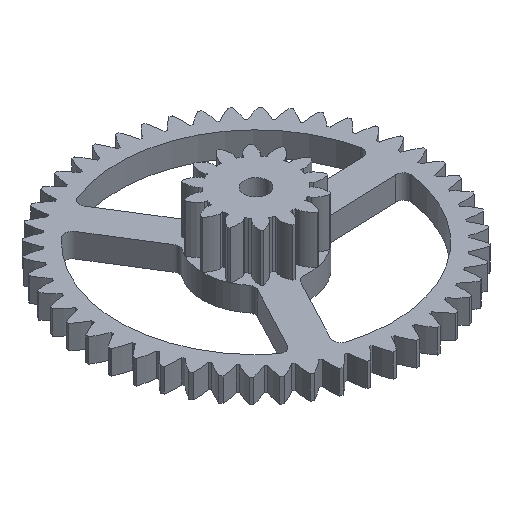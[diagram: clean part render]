
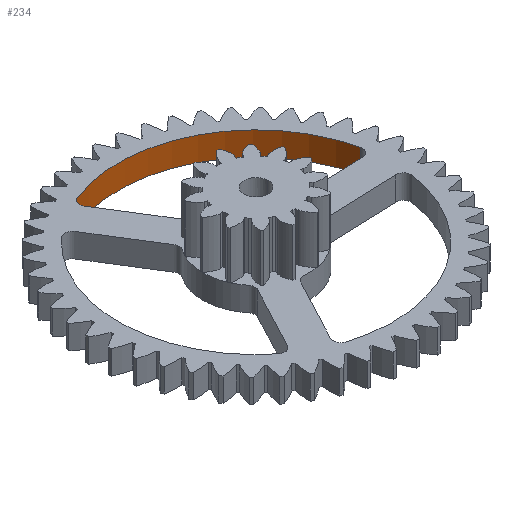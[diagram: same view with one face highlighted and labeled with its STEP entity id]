
A CAD part, isometric view. The second image highlights one B-rep face of the part: STEP entity #234.
In plain terms, the highlighted free-form (B-spline) face has degree [2, 1] with [9, 2] control points.
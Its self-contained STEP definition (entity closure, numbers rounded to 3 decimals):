
#234=ADVANCED_FACE('',(#552),#5220,.T.);
#552=FACE_OUTER_BOUND('',#868,.T.);
#868=EDGE_LOOP('',(#2167,#2168,#2169,#2170));
#2167=ORIENTED_EDGE('',*,*,#3386,.T.);
#2168=ORIENTED_EDGE('',*,*,#3373,.T.);
#2169=ORIENTED_EDGE('',*,*,#3387,.F.);
#2170=ORIENTED_EDGE('',*,*,#3385,.F.);
#3373=EDGE_CURVE('',#4995,#4996,#4304,.T.);
#3385=EDGE_CURVE('',#5004,#5005,#4309,.T.);
#3386=EDGE_CURVE('',#5004,#4995,#3712,.T.);
#3387=EDGE_CURVE('',#5005,#4996,#3713,.T.);
#3712=(
BOUNDED_CURVE()
B_SPLINE_CURVE(3,(#10038,#10039,#10040,#10041,#10042,#10043,#10044,#10045,
#10046,#10047,#10048,#10049,#10050),.UNSPECIFIED.,.F.,.F.)
B_SPLINE_CURVE_WITH_KNOTS((4,3,3,3,4),(21.693,36.637,
51.581,52.459,53.336),.UNSPECIFIED.)
CURVE()
GEOMETRIC_REPRESENTATION_ITEM()
RATIONAL_B_SPLINE_CURVE((1.,0.939,0.939,1.,0.939,
0.939,1.,0.937,0.937,1.,0.937,
0.937,1.))
REPRESENTATION_ITEM('')
);
#3713=(
BOUNDED_CURVE()
B_SPLINE_CURVE(3,(#10051,#10052,#10053,#10054,#10055,#10056,#10057,#10058,
#10059,#10060,#10061,#10062,#10063),.UNSPECIFIED.,.F.,.F.)
B_SPLINE_CURVE_WITH_KNOTS((4,3,3,3,4),(21.693,36.637,
51.581,52.459,53.336),.UNSPECIFIED.)
CURVE()
GEOMETRIC_REPRESENTATION_ITEM()
RATIONAL_B_SPLINE_CURVE((1.,0.939,0.939,1.,0.939,
0.939,1.,0.937,0.937,1.,0.937,
0.937,1.))
REPRESENTATION_ITEM('')
);
#4304=B_SPLINE_CURVE_WITH_KNOTS('',1,(#9929,#9930),.UNSPECIFIED.,.F.,.F.,
(2,2),(4.305,7.305),.UNSPECIFIED.);
#4309=B_SPLINE_CURVE_WITH_KNOTS('',1,(#10036,#10037),.UNSPECIFIED.,.F.,
 .F.,(2,2),(4.305,7.305),.UNSPECIFIED.);
#4995=VERTEX_POINT('',#7851);
#4996=VERTEX_POINT('',#7852);
#5004=VERTEX_POINT('',#7860);
#5005=VERTEX_POINT('',#7861);
#5220=(
BOUNDED_SURFACE()
B_SPLINE_SURFACE(2,1,((#7389,#7390),(#7391,#7392),(#7393,#7394),(#7395,
#7396),(#7397,#7398),(#7399,#7400),(#7401,#7402),(#7403,#7404),(#7405,#7406)),
 .UNSPECIFIED.,.F.,.F.,.F.)
B_SPLINE_SURFACE_WITH_KNOTS((3,2,2,2,3),(2,2),(-168.044,-153.096,
-138.148,-137.27,-136.392),(0.,25.717),
 .UNSPECIFIED.)
GEOMETRIC_REPRESENTATION_ITEM()
RATIONAL_B_SPLINE_SURFACE(((1.,1.),(0.908,0.908),
(1.,1.),(0.908,0.908),(1.,1.),(0.905,
0.905),(1.,1.),(0.905,0.905),(1.,1.)))
REPRESENTATION_ITEM('')
SURFACE()
);
#7389=CARTESIAN_POINT('',(336.04,546.005,-246.043));
#7390=CARTESIAN_POINT('',(336.04,546.005,-271.761));
#7391=CARTESIAN_POINT('',(334.299,553.787,-246.043));
#7392=CARTESIAN_POINT('',(334.299,553.787,-271.761));
#7393=CARTESIAN_POINT('',(327.256,557.528,-246.043));
#7394=CARTESIAN_POINT('',(327.256,557.528,-271.761));
#7395=CARTESIAN_POINT('',(320.213,561.269,-246.043));
#7396=CARTESIAN_POINT('',(320.213,561.269,-271.761));
#7397=CARTESIAN_POINT('',(312.79,558.354,-246.043));
#7398=CARTESIAN_POINT('',(312.79,558.354,-271.761));
#7399=CARTESIAN_POINT('',(312.353,558.182,-246.043));
#7400=CARTESIAN_POINT('',(312.353,558.182,-271.761));
#7401=CARTESIAN_POINT('',(312.206,557.736,-246.043));
#7402=CARTESIAN_POINT('',(312.206,557.736,-271.761));
#7403=CARTESIAN_POINT('',(312.059,557.291,-246.043));
#7404=CARTESIAN_POINT('',(312.059,557.291,-271.761));
#7405=CARTESIAN_POINT('',(312.308,556.893,-246.043));
#7406=CARTESIAN_POINT('',(312.308,556.893,-271.761));
#7851=CARTESIAN_POINT('',(312.308,556.893,-250.348));
#7852=CARTESIAN_POINT('',(312.308,556.893,-253.348));
#7860=CARTESIAN_POINT('',(336.04,546.005,-250.348));
#7861=CARTESIAN_POINT('',(336.04,546.005,-253.348));
#9929=CARTESIAN_POINT('',(312.308,556.893,-250.348));
#9930=CARTESIAN_POINT('',(312.308,556.893,-253.348));
#10036=CARTESIAN_POINT('',(336.04,546.005,-250.348));
#10037=CARTESIAN_POINT('',(336.04,546.005,-253.348));
#10038=CARTESIAN_POINT('',(336.04,546.005,-250.348));
#10039=CARTESIAN_POINT('',(334.917,551.025,-250.348));
#10040=CARTESIAN_POINT('',(331.798,555.115,-250.348));
#10041=CARTESIAN_POINT('',(327.256,557.528,-250.348));
#10042=CARTESIAN_POINT('',(322.713,559.941,-250.348));
#10043=CARTESIAN_POINT('',(317.578,560.234,-250.348));
#10044=CARTESIAN_POINT('',(312.79,558.354,-250.348));
#10045=CARTESIAN_POINT('',(312.508,558.243,-250.348));
#10046=CARTESIAN_POINT('',(312.301,558.024,-250.348));
#10047=CARTESIAN_POINT('',(312.206,557.736,-250.348));
#10048=CARTESIAN_POINT('',(312.111,557.449,-250.348));
#10049=CARTESIAN_POINT('',(312.147,557.149,-250.348));
#10050=CARTESIAN_POINT('',(312.308,556.893,-250.348));
#10051=CARTESIAN_POINT('',(336.04,546.005,-253.348));
#10052=CARTESIAN_POINT('',(334.917,551.025,-253.348));
#10053=CARTESIAN_POINT('',(331.798,555.115,-253.348));
#10054=CARTESIAN_POINT('',(327.256,557.528,-253.348));
#10055=CARTESIAN_POINT('',(322.713,559.941,-253.348));
#10056=CARTESIAN_POINT('',(317.578,560.234,-253.348));
#10057=CARTESIAN_POINT('',(312.79,558.354,-253.348));
#10058=CARTESIAN_POINT('',(312.508,558.243,-253.348));
#10059=CARTESIAN_POINT('',(312.301,558.024,-253.348));
#10060=CARTESIAN_POINT('',(312.206,557.736,-253.348));
#10061=CARTESIAN_POINT('',(312.111,557.449,-253.348));
#10062=CARTESIAN_POINT('',(312.147,557.149,-253.348));
#10063=CARTESIAN_POINT('',(312.308,556.893,-253.348));
